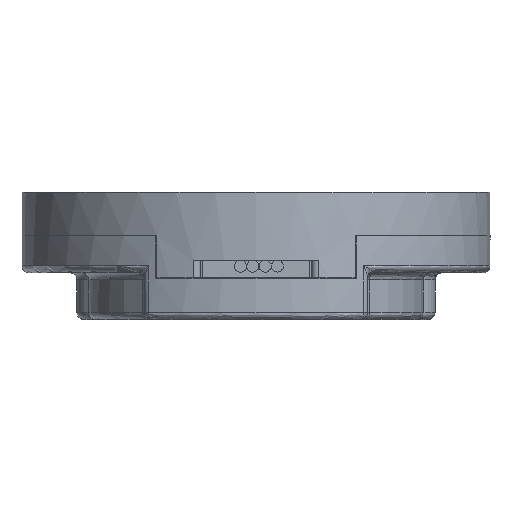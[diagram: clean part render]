
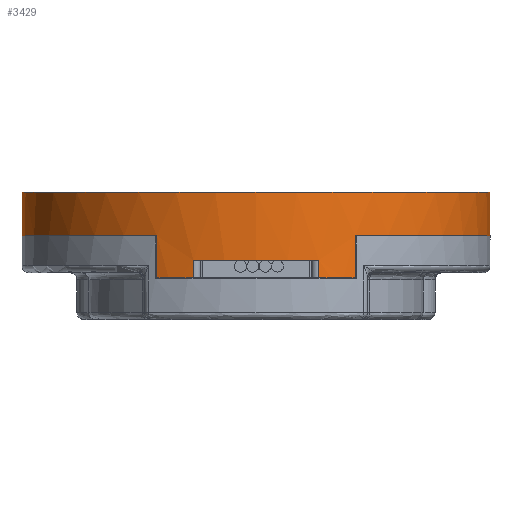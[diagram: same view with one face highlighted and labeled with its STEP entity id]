
A CAD part, front view. The second image highlights one B-rep face of the part: STEP entity #3429.
In plain terms, the highlighted cylindrical face has radius 26.67 mm (diameter 53.34 mm), a partial arc.
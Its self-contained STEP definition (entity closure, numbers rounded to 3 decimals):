
#98 = ORIENTED_EDGE ( 'NONE', *, *, #23398, .T. ) ;
#128 = B_SPLINE_CURVE_WITH_KNOTS ( 'NONE', 3,
 ( #34833, #31845, #5882, #28864 ),
 .UNSPECIFIED., .F., .F.,
 ( 4, 4 ),
 ( 0., 1. ),
 .UNSPECIFIED. ) ;
#158 = VERTEX_POINT ( 'NONE', #30989 ) ;
#360 = CARTESIAN_POINT ( 'NONE',  ( 11.303, -24.156, 4.953 ) ) ;
#404 = ORIENTED_EDGE ( 'NONE', *, *, #30002, .F. ) ;
#438 = CARTESIAN_POINT ( 'NONE',  ( 7.155, -25.692, 7.696 ) ) ;
#767 = CARTESIAN_POINT ( 'NONE',  ( 11.303, -24.156, 0. ) ) ;
#782 = VERTEX_POINT ( 'NONE', #32159 ) ;
#882 = DIRECTION ( 'NONE',  ( 0., 0., -1. ) ) ;
#1456 = LINE ( 'NONE', #17094, #25554 ) ;
#1584 = CARTESIAN_POINT ( 'NONE',  ( -26.67, 0., 4.953 ) ) ;
#1691 = VECTOR ( 'NONE', #32674, 1000. ) ;
#1764 = AXIS2_PLACEMENT_3D ( 'NONE', #19354, #7739, #36106 ) ;
#2024 = DIRECTION ( 'NONE',  ( 1., 0., 0. ) ) ;
#2750 = AXIS2_PLACEMENT_3D ( 'NONE', #8353, #25635, #25387 ) ;
#2822 = ORIENTED_EDGE ( 'NONE', *, *, #13997, .T. ) ;
#2927 = LINE ( 'NONE', #767, #18941 ) ;
#3429 = ADVANCED_FACE ( 'NONE', ( #4518 ), #34880, .T. ) ;
#4498 = VERTEX_POINT ( 'NONE', #360 ) ;
#4518 = FACE_OUTER_BOUND ( 'NONE', #12220, .T. ) ;
#4683 = ORIENTED_EDGE ( 'NONE', *, *, #7733, .T. ) ;
#5015 = CIRCLE ( 'NONE', #21710, 26.67 ) ;
#5342 = EDGE_CURVE ( 'NONE', #4498, #31895, #21262, .T. ) ;
#5569 = AXIS2_PLACEMENT_3D ( 'NONE', #35625, #7139, #27552 ) ;
#5882 = CARTESIAN_POINT ( 'NONE',  ( 7.148, -25.694, 7.696 ) ) ;
#6102 = CARTESIAN_POINT ( 'NONE',  ( 7.155, -25.692, 0. ) ) ;
#6296 = DIRECTION ( 'NONE',  ( 0., 0., 1. ) ) ;
#6875 = EDGE_CURVE ( 'NONE', #8478, #7828, #5015, .T. ) ;
#7139 = DIRECTION ( 'NONE',  ( 0., 0., 1. ) ) ;
#7712 = VECTOR ( 'NONE', #34653, 1000. ) ;
#7733 = EDGE_CURVE ( 'NONE', #17506, #27614, #10183, .T. ) ;
#7739 = DIRECTION ( 'NONE',  ( 0., 0., -1. ) ) ;
#7828 = VERTEX_POINT ( 'NONE', #25407 ) ;
#8353 = CARTESIAN_POINT ( 'NONE',  ( 0., 0., 0. ) ) ;
#8478 = VERTEX_POINT ( 'NONE', #11305 ) ;
#8805 = ORIENTED_EDGE ( 'NONE', *, *, #17360, .F. ) ;
#8843 = EDGE_CURVE ( 'NONE', #4498, #8478, #2927, .T. ) ;
#9376 = AXIS2_PLACEMENT_3D ( 'NONE', #17923, #882, #20564 ) ;
#10183 = LINE ( 'NONE', #21749, #18679 ) ;
#10418 = CARTESIAN_POINT ( 'NONE',  ( 0., 0., 9.728 ) ) ;
#11305 = CARTESIAN_POINT ( 'NONE',  ( 11.303, -24.156, 9.728 ) ) ;
#11404 = ORIENTED_EDGE ( 'NONE', *, *, #26246, .F. ) ;
#11882 = LINE ( 'NONE', #15051, #33362 ) ;
#12220 = EDGE_LOOP ( 'NONE', ( #404, #35470, #23509, #31079, #18237, #31128, #29537, #11404, #2822, #98, #29514, #4683, #8805 ) ) ;
#13061 = DIRECTION ( 'NONE',  ( 0., 0., -1. ) ) ;
#13261 = CIRCLE ( 'NONE', #1764, 26.67 ) ;
#13293 = CARTESIAN_POINT ( 'NONE',  ( 26.67, 0., 4.953 ) ) ;
#13997 = EDGE_CURVE ( 'NONE', #158, #33810, #13261, .T. ) ;
#15051 = CARTESIAN_POINT ( 'NONE',  ( -7.155, -25.692, 0. ) ) ;
#16219 = DIRECTION ( 'NONE',  ( 0., 0., 1. ) ) ;
#17094 = CARTESIAN_POINT ( 'NONE',  ( -26.67, 0., 0. ) ) ;
#17214 = CIRCLE ( 'NONE', #9376, 26.67 ) ;
#17360 = EDGE_CURVE ( 'NONE', #30935, #27614, #28455, .T. ) ;
#17462 = DIRECTION ( 'NONE',  ( 0., 0., 1. ) ) ;
#17506 = VERTEX_POINT ( 'NONE', #25276 ) ;
#17923 = CARTESIAN_POINT ( 'NONE',  ( 0., 0., 9.728 ) ) ;
#18237 = ORIENTED_EDGE ( 'NONE', *, *, #8843, .T. ) ;
#18271 = EDGE_CURVE ( 'NONE', #32883, #17506, #17214, .T. ) ;
#18679 = VECTOR ( 'NONE', #27806, 1000. ) ;
#18941 = VECTOR ( 'NONE', #26481, 1000. ) ;
#19354 = CARTESIAN_POINT ( 'NONE',  ( 0., 0., 7.696 ) ) ;
#20564 = DIRECTION ( 'NONE',  ( 1., 0., 0. ) ) ;
#21262 = CIRCLE ( 'NONE', #35778, 26.67 ) ;
#21710 = AXIS2_PLACEMENT_3D ( 'NONE', #10418, #13061, #2024 ) ;
#21749 = CARTESIAN_POINT ( 'NONE',  ( -11.303, -24.156, 0. ) ) ;
#22956 = AXIS2_PLACEMENT_3D ( 'NONE', #24613, #16219, #36191 ) ;
#23398 = EDGE_CURVE ( 'NONE', #33810, #32883, #11882, .T. ) ;
#23402 = LINE ( 'NONE', #26073, #7712 ) ;
#23509 = ORIENTED_EDGE ( 'NONE', *, *, #32208, .T. ) ;
#24613 = CARTESIAN_POINT ( 'NONE',  ( 0., 0., 0. ) ) ;
#25276 = CARTESIAN_POINT ( 'NONE',  ( -11.303, -24.156, 9.728 ) ) ;
#25387 = DIRECTION ( 'NONE',  ( 1., 0., 0. ) ) ;
#25407 = CARTESIAN_POINT ( 'NONE',  ( 7.155, -25.692, 9.728 ) ) ;
#25554 = VECTOR ( 'NONE', #17462, 1000. ) ;
#25635 = DIRECTION ( 'NONE',  ( 0., 0., 1. ) ) ;
#26073 = CARTESIAN_POINT ( 'NONE',  ( 26.67, 0., 0. ) ) ;
#26246 = EDGE_CURVE ( 'NONE', #158, #26272, #128, .T. ) ;
#26272 = VERTEX_POINT ( 'NONE', #438 ) ;
#26273 = CARTESIAN_POINT ( 'NONE',  ( -26.67, 0., 0. ) ) ;
#26481 = DIRECTION ( 'NONE',  ( 0., 0., 1. ) ) ;
#26756 = CARTESIAN_POINT ( 'NONE',  ( -7.155, -25.692, 7.696 ) ) ;
#26829 = CARTESIAN_POINT ( 'NONE',  ( 0., 0., 4.953 ) ) ;
#27552 = DIRECTION ( 'NONE',  ( 1., 0., 0. ) ) ;
#27614 = VERTEX_POINT ( 'NONE', #32115 ) ;
#27806 = DIRECTION ( 'NONE',  ( 0., 0., -1. ) ) ;
#27936 = EDGE_CURVE ( 'NONE', #7828, #26272, #33796, .T. ) ;
#28455 = CIRCLE ( 'NONE', #5569, 26.67 ) ;
#28864 = CARTESIAN_POINT ( 'NONE',  ( 7.155, -25.692, 7.696 ) ) ;
#29169 = CIRCLE ( 'NONE', #22956, 26.67 ) ;
#29407 = CARTESIAN_POINT ( 'NONE',  ( -7.155, -25.692, 9.728 ) ) ;
#29514 = ORIENTED_EDGE ( 'NONE', *, *, #18271, .T. ) ;
#29537 = ORIENTED_EDGE ( 'NONE', *, *, #27936, .T. ) ;
#29684 = DIRECTION ( 'NONE',  ( 1., 0., 0. ) ) ;
#29943 = DIRECTION ( 'NONE',  ( 0., 0., 1. ) ) ;
#30002 = EDGE_CURVE ( 'NONE', #31078, #30935, #1456, .T. ) ;
#30935 = VERTEX_POINT ( 'NONE', #1584 ) ;
#30989 = CARTESIAN_POINT ( 'NONE',  ( 7.134, -25.698, 7.696 ) ) ;
#31078 = VERTEX_POINT ( 'NONE', #26273 ) ;
#31079 = ORIENTED_EDGE ( 'NONE', *, *, #5342, .F. ) ;
#31128 = ORIENTED_EDGE ( 'NONE', *, *, #6875, .T. ) ;
#31845 = CARTESIAN_POINT ( 'NONE',  ( 7.141, -25.696, 7.696 ) ) ;
#31895 = VERTEX_POINT ( 'NONE', #13293 ) ;
#32115 = CARTESIAN_POINT ( 'NONE',  ( -11.303, -24.156, 4.953 ) ) ;
#32159 = CARTESIAN_POINT ( 'NONE',  ( 26.67, 0., 0. ) ) ;
#32208 = EDGE_CURVE ( 'NONE', #782, #31895, #23402, .T. ) ;
#32674 = DIRECTION ( 'NONE',  ( 0., 0., -1. ) ) ;
#32883 = VERTEX_POINT ( 'NONE', #29407 ) ;
#33362 = VECTOR ( 'NONE', #6296, 1000. ) ;
#33796 = LINE ( 'NONE', #6102, #1691 ) ;
#33810 = VERTEX_POINT ( 'NONE', #26756 ) ;
#34653 = DIRECTION ( 'NONE',  ( 0., 0., 1. ) ) ;
#34833 = CARTESIAN_POINT ( 'NONE',  ( 7.134, -25.698, 7.696 ) ) ;
#34880 = CYLINDRICAL_SURFACE ( 'NONE', #2750, 26.67 ) ;
#35470 = ORIENTED_EDGE ( 'NONE', *, *, #35910, .T. ) ;
#35625 = CARTESIAN_POINT ( 'NONE',  ( 0., 0., 4.953 ) ) ;
#35778 = AXIS2_PLACEMENT_3D ( 'NONE', #26829, #29943, #29684 ) ;
#35910 = EDGE_CURVE ( 'NONE', #31078, #782, #29169, .T. ) ;
#36106 = DIRECTION ( 'NONE',  ( 1., 0., 0. ) ) ;
#36191 = DIRECTION ( 'NONE',  ( 1., 0., 0. ) ) ;
